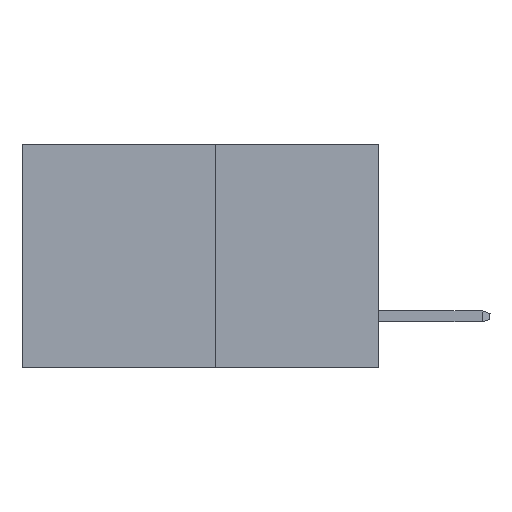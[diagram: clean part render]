
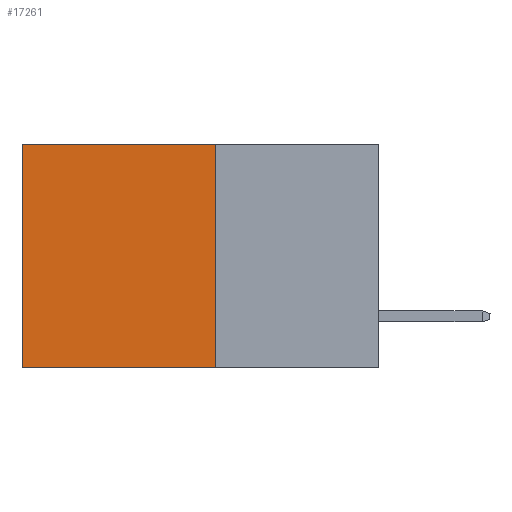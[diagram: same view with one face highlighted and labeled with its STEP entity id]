
A CAD part, left-side view. The second image highlights one B-rep face of the part: STEP entity #17261.
In plain terms, the highlighted planar face has unit normal (-1, 0, 0).
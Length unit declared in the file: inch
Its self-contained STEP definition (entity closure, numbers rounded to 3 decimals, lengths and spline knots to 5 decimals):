
#1395 = CARTESIAN_POINT ( 'NONE',  ( 0.277, 0.27, -0.37 ) ) ;
#2675 = EDGE_CURVE ( 'NONE', #27351, #12331, #17883, .T. ) ;
#2868 = CARTESIAN_POINT ( 'NONE',  ( 0.277, 0.59, -0.37 ) ) ;
#3181 = LINE ( 'NONE', #25733, #14745 ) ;
#3491 = CARTESIAN_POINT ( 'NONE',  ( 0.277, 0.59, -0.37 ) ) ;
#3735 = DIRECTION ( 'NONE',  ( 0., 1., 0. ) ) ;
#3965 = DIRECTION ( 'NONE',  ( 0., 1., 0. ) ) ;
#4160 = DIRECTION ( 'NONE',  ( 0., 0., -1. ) ) ;
#5647 = LINE ( 'NONE', #1395, #17918 ) ;
#6746 = VECTOR ( 'NONE', #19726, 39.37008 ) ;
#6991 = EDGE_LOOP ( 'NONE', ( #9294, #8784, #13547, #27282 ) ) ;
#7529 = LINE ( 'NONE', #17314, #6746 ) ;
#8498 = AXIS2_PLACEMENT_3D ( 'NONE', #8940, #28340, #13859 ) ;
#8784 = ORIENTED_EDGE ( 'NONE', *, *, #17254, .F. ) ;
#8940 = CARTESIAN_POINT ( 'NONE',  ( 0.277, 0.27, -0.37 ) ) ;
#9294 = ORIENTED_EDGE ( 'NONE', *, *, #2675, .T. ) ;
#10643 = VECTOR ( 'NONE', #4160, 39.37008 ) ;
#12331 = VERTEX_POINT ( 'NONE', #2868 ) ;
#13547 = ORIENTED_EDGE ( 'NONE', *, *, #25297, .F. ) ;
#13859 = DIRECTION ( 'NONE',  ( 0., 0., -1. ) ) ;
#14745 = VECTOR ( 'NONE', #3735, 39.37008 ) ;
#15503 = VERTEX_POINT ( 'NONE', #30803 ) ;
#15736 = VERTEX_POINT ( 'NONE', #24671 ) ;
#17254 = EDGE_CURVE ( 'NONE', #15503, #12331, #5647, .T. ) ;
#17261 = ADVANCED_FACE ( 'NONE', ( #23590 ), #25928, .F. ) ;
#17314 = CARTESIAN_POINT ( 'NONE',  ( 0.277, 0.27, -0.37 ) ) ;
#17883 = LINE ( 'NONE', #3491, #10643 ) ;
#17918 = VECTOR ( 'NONE', #3965, 39.37008 ) ;
#19029 = EDGE_CURVE ( 'NONE', #15736, #27351, #3181, .T. ) ;
#19726 = DIRECTION ( 'NONE',  ( 0., 0., -1. ) ) ;
#23590 = FACE_OUTER_BOUND ( 'NONE', #6991, .T. ) ;
#24671 = CARTESIAN_POINT ( 'NONE',  ( 0.277, 0.27, 0. ) ) ;
#25297 = EDGE_CURVE ( 'NONE', #15736, #15503, #7529, .T. ) ;
#25733 = CARTESIAN_POINT ( 'NONE',  ( 0.277, 0.27, 0. ) ) ;
#25928 = PLANE ( 'NONE',  #8498 ) ;
#27282 = ORIENTED_EDGE ( 'NONE', *, *, #19029, .T. ) ;
#27351 = VERTEX_POINT ( 'NONE', #31556 ) ;
#28340 = DIRECTION ( 'NONE',  ( 1., 0., 0. ) ) ;
#30803 = CARTESIAN_POINT ( 'NONE',  ( 0.277, 0.27, -0.37 ) ) ;
#31556 = CARTESIAN_POINT ( 'NONE',  ( 0.277, 0.59, 0. ) ) ;
